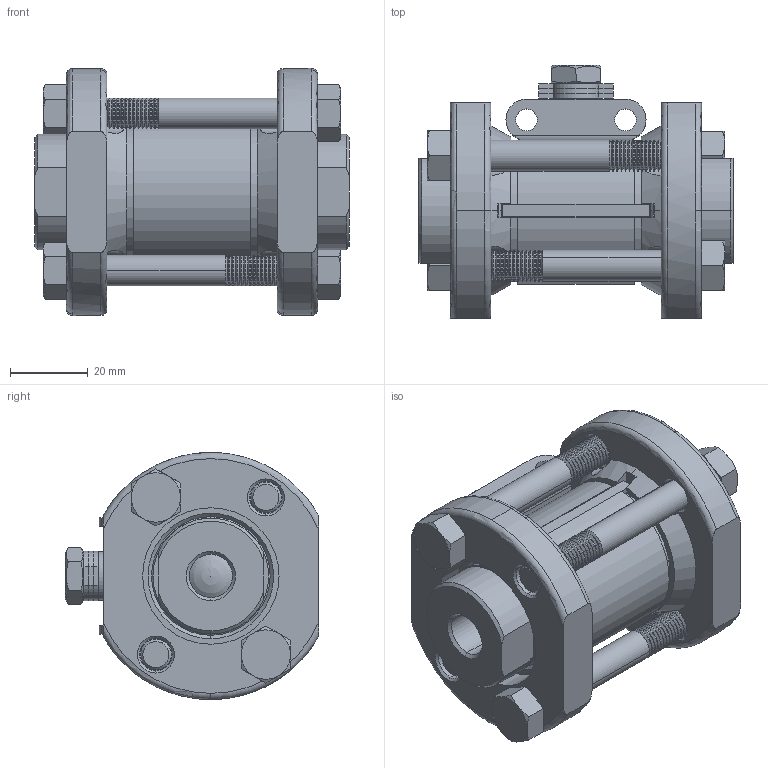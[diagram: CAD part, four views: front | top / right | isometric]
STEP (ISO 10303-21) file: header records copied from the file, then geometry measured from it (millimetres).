
FILE_DESCRIPTION (( 'STEP AP203' ), '1' );
FILE_NAME ('24XXSEFZ.step', '2018-03-22T19:37:31', ( '' ), ( '' ), 'SwSTEP 2.0', 'SolidWorks 2017', '' );
FILE_SCHEMA (( 'CONFIG_CONTROL_DESIGN' ));
Products named in the file (1): 24XXSEFZ
Bounding box: 80.77 x 65.06 x 63.5 mm (x, y, z)
Volume: 118226.6 mm3; surface area: 55949.3 mm2
Topology: 23 solids, 23 shells, 1178 faces, 3346 edges, 2273 vertices
Faces by surface type: cone 467, cylinder 423, plane 180, bspline 74, torus 32, sphere 2
Entity records: 81331 total; most frequent: CARTESIAN_POINT 50979, ORIENTED_EDGE 6680, DIRECTION 6178, EDGE_CURVE 3340, AXIS2_PLACEMENT_3D 2523, VERTEX_POINT 2269, CIRCLE 1418, EDGE_LOOP 1301
